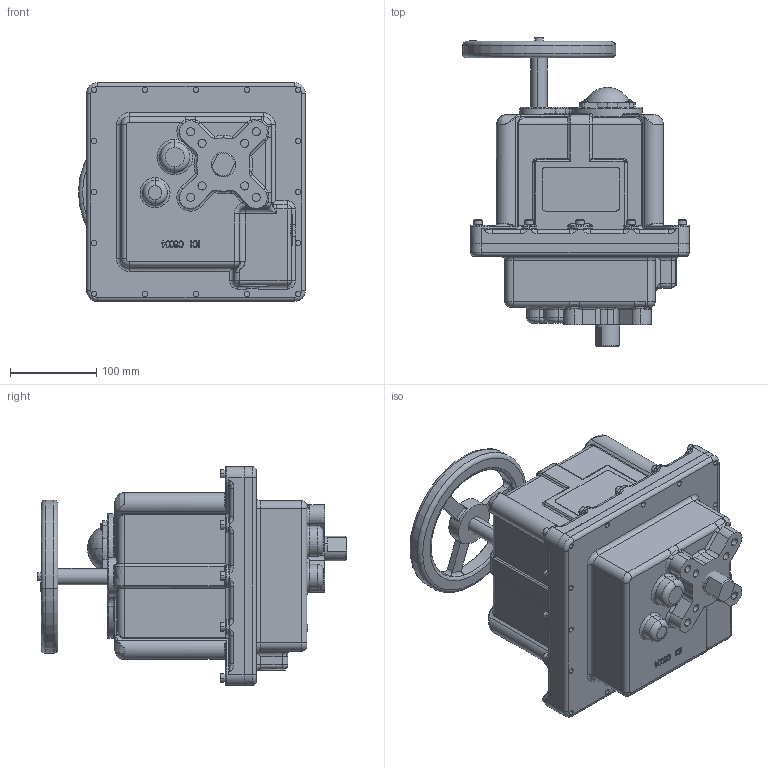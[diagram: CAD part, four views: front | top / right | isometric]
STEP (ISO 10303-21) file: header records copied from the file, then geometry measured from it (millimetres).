
FILE_DESCRIPTION (( 'STEP AP214' ), '1' );
FILE_NAME ('L Series with 4004DI Output Shaft.STEP', '2014-05-09T17:50:31', ( 'Owner' ), ( '' ), 'SwSTEP 2.0', 'SolidWorks 2014', '' );
FILE_SCHEMA (( 'AUTOMOTIVE_DESIGN' ));
Length unit declared in the file: inch
Products named in the file (1): L Series with 4004DI Output Shaft
Bounding box: 263.4 x 359.04 x 254.1 mm (x, y, z)
Volume: 9001001.9 mm3; surface area: 414830.3 mm2
Topology: 4 solids, 4 shells, 1716 faces, 4197 edges, 2521 vertices
Faces by surface type: cylinder 553, plane 505, bspline 253, torus 200, cone 178, sphere 27
Entity records: 78356 total; most frequent: CARTESIAN_POINT 32619, ORIENTED_EDGE 8276, DIRECTION 7618, EDGE_CURVE 4138, AXIS2_PLACEMENT_3D 3030, VERTEX_POINT 2521, EDGE_LOOP 1813, ADVANCED_FACE 1716
